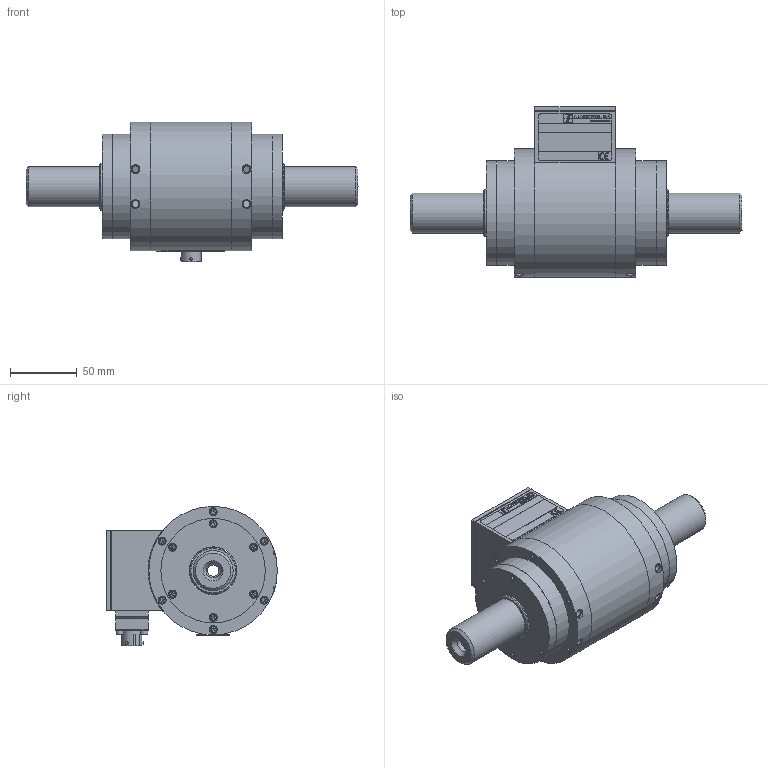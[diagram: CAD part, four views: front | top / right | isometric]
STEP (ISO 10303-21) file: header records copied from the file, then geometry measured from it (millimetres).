
FILE_DESCRIPTION (( 'STEP AP203' ), '1' );
FILE_NAME ('415-313-000-411_EF_TMB313-500Nm.STEP', '2014-06-12T10:25:29', ( 'ajoy' ), ( 'Microsoft' ), 'SwSTEP 2.0', 'SolidWorks 2014', '' );
FILE_SCHEMA (( 'CONFIG_CONTROL_DESIGN' ));
Products named in the file (1): 415-313-000-411_EF_TMB313-500Nm
Bounding box: 248 x 127.5 x 104 mm (x, y, z)
Surface area: 98680.8 mm2 (no closed solid volume)
Topology: 0 solids, 172 shells, 617 faces, 4671 edges, 4184 vertices
Faces by surface type: plane 442, cylinder 90, cone 43, torus 28, bspline 8, sphere 6
Full cylindrical faces by diameter (mm): 1 x6, 2 x3, 5 x4, 5.5 x4, 6 x28, 6.5 x5, 6.8 x1, 8.5 x2, 10.5 x2, 15 x1, 30 x2, 35 x2, 35.5 x2, 78 x4, 96 x3
Entity records: 52468 total; most frequent: CARTESIAN_POINT 22826, ORIENTED_EDGE 5157, DIRECTION 4466, EDGE_CURVE 4458, VERTEX_POINT 4125, LINE 2474, VECTOR 2474, B_SPLINE_CURVE_WITH_KNOTS 1598
